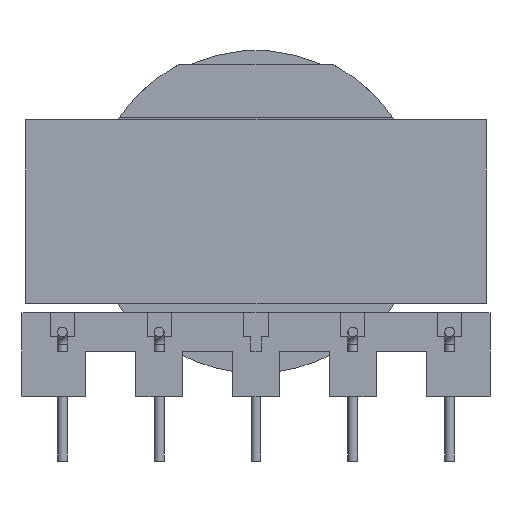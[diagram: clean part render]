
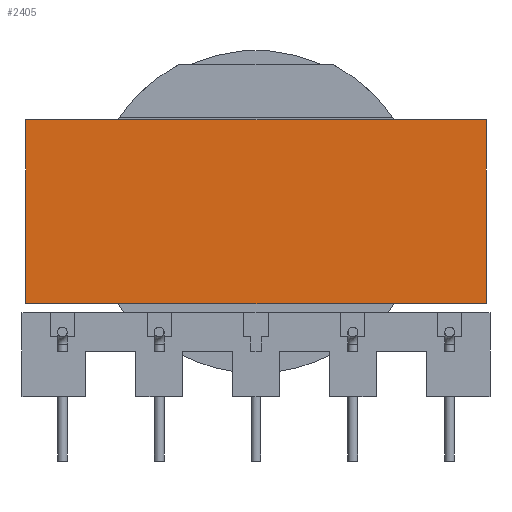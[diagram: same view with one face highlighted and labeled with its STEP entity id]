
A CAD part, front view. The second image highlights one B-rep face of the part: STEP entity #2405.
In plain terms, the highlighted face is planar.
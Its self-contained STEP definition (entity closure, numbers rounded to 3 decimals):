
#2405 = ADVANCED_FACE( '', ( #4136 ), #4137, .F. );
#4136 = FACE_OUTER_BOUND( '', #4933, .T. );
#4137 = PLANE( '', #4934 );
#4933 = EDGE_LOOP( '', ( #6090, #6091, #6092, #6093 ) );
#4934 = AXIS2_PLACEMENT_3D( '', #6094, #6095, #6096 );
#6090 = ORIENTED_EDGE( '', *, *, #7618, .T. );
#6091 = ORIENTED_EDGE( '', *, *, #7619, .F. );
#6092 = ORIENTED_EDGE( '', *, *, #7595, .F. );
#6093 = ORIENTED_EDGE( '', *, *, #7643, .T. );
#6094 = CARTESIAN_POINT( '', ( 14.275, 16.9, 5.7 ) );
#6095 = DIRECTION( '', ( 0., -1., 0. ) );
#6096 = DIRECTION( '', ( 1., 0., 0. ) );
#7595 = EDGE_CURVE( '', #8254, #8256, #8257, .T. );
#7618 = EDGE_CURVE( '', #8287, #8297, #8299, .T. );
#7619 = EDGE_CURVE( '', #8256, #8297, #8300, .T. );
#7643 = EDGE_CURVE( '', #8254, #8287, #8333, .T. );
#8254 = VERTEX_POINT( '', #8342 );
#8256 = VERTEX_POINT( '', #8345 );
#8257 = LINE( '', #8346, #8347 );
#8287 = VERTEX_POINT( '', #8419 );
#8297 = VERTEX_POINT( '', #8454 );
#8299 = LINE( '', #8457, #8458 );
#8300 = LINE( '', #8459, #8460 );
#8333 = LINE( '', #8540, #8541 );
#8342 = CARTESIAN_POINT( '', ( 14.275, 16.9, 5.7 ) );
#8345 = CARTESIAN_POINT( '', ( -14.275, 16.9, 5.7 ) );
#8346 = CARTESIAN_POINT( '', ( 14.275, 16.9, 5.7 ) );
#8347 = VECTOR( '', #8546, 1000. );
#8419 = CARTESIAN_POINT( '', ( 14.275, 16.9, -5.7 ) );
#8454 = CARTESIAN_POINT( '', ( -14.275, 16.9, -5.7 ) );
#8457 = CARTESIAN_POINT( '', ( 14.275, 16.9, -5.7 ) );
#8458 = VECTOR( '', #8574, 1000. );
#8459 = CARTESIAN_POINT( '', ( -14.275, 16.9, 5.7 ) );
#8460 = VECTOR( '', #8575, 1000. );
#8540 = CARTESIAN_POINT( '', ( 14.275, 16.9, 5.7 ) );
#8541 = VECTOR( '', #8620, 1000. );
#8546 = DIRECTION( '', ( -1., 0., 0. ) );
#8574 = DIRECTION( '', ( -1., 0., 0. ) );
#8575 = DIRECTION( '', ( 0., 0., -1. ) );
#8620 = DIRECTION( '', ( 0., 0., -1. ) );
